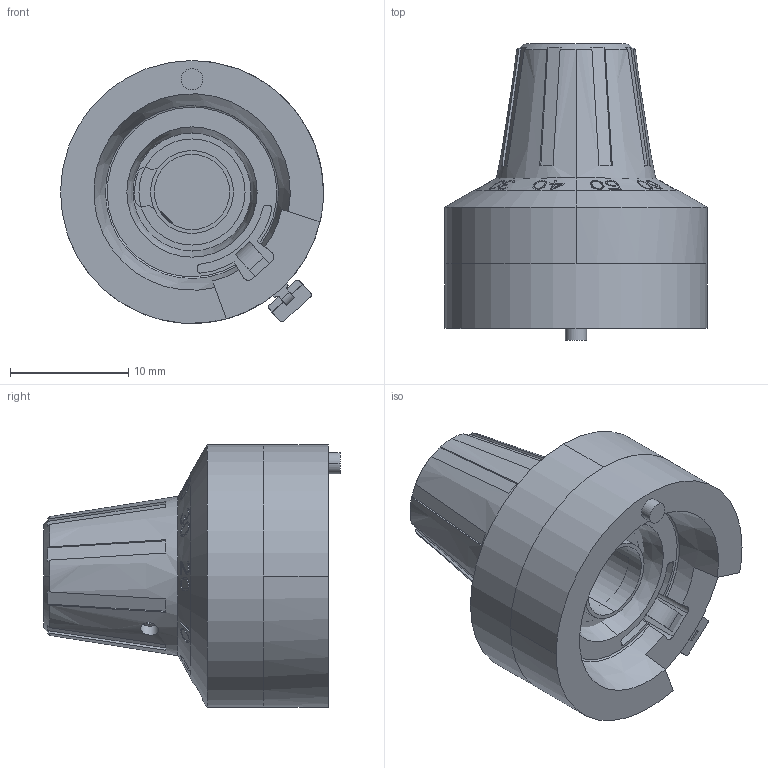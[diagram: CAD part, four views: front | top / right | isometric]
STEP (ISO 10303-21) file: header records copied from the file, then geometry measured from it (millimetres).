
FILE_DESCRIPTION((''),'2;1');
FILE_NAME('2606S_ASM','2020-02-26T19:15:04',('JVassar'),(''),'CREO PARAMETRIC BY PTC INC, 2018050','CREO PARAMETRIC BY PTC INC, 2018050','');
FILE_SCHEMA(('CONFIG_CONTROL_DESIGN'));
Products named in the file (18): 2606-3-2; 2606-15-2_ASM; 2606-5; 2606-16_ASM; 2606-18_ASM; 2606-4; 2606-20-2_ASM; 2606-6; 2606-10; 2606-14; 2606-11; 2606-8-4; 2606-17-4_ASM; 2606-19-4_ASM; 2606-13; 2606-7; 269X_FILLER; 2606S_ASM
Assembly tree (17 placements, depth 5):
  2606S_ASM
    2606-20-2_ASM
      2606-15-2_ASM
        2606-3-2
      2606-18_ASM
        2606-16_ASM
          2606-5
      2606-4
    2606-6
    2606-10
    2606-14
    2606-11
    2606-19-4_ASM
      2606-17-4_ASM
        2606-8-4
    2606-13
    2606-7
    269X_FILLER
Bounding box: 22.22 x 25.03 x 22.22 mm (x, y, z)
Volume: 6468.6 mm3; surface area: 6844.1 mm2
Topology: 11 solids, 11 shells, 2304 faces, 6527 edges, 4331 vertices
Faces by surface type: plane 1897, cylinder 321, cone 55, torus 21, bspline 8, sphere 2
Entity records: 80383 total; most frequent: CARTESIAN_POINT 23035, ORIENTED_EDGE 13050, DIRECTION 10093, EDGE_CURVE 6525, VERTEX_POINT 4331, VECTOR 4085, LINE 4085, AXIS2_PLACEMENT_3D 3004
